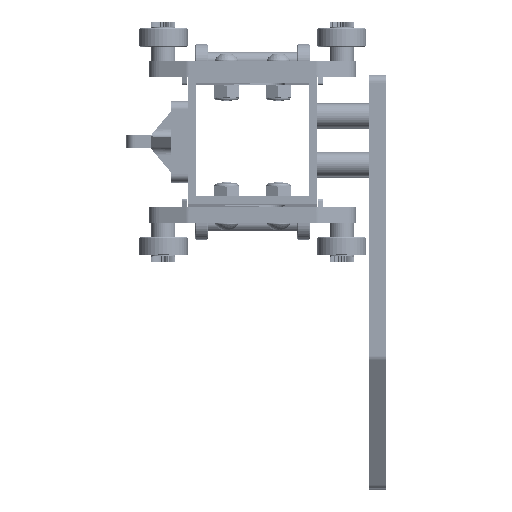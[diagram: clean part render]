
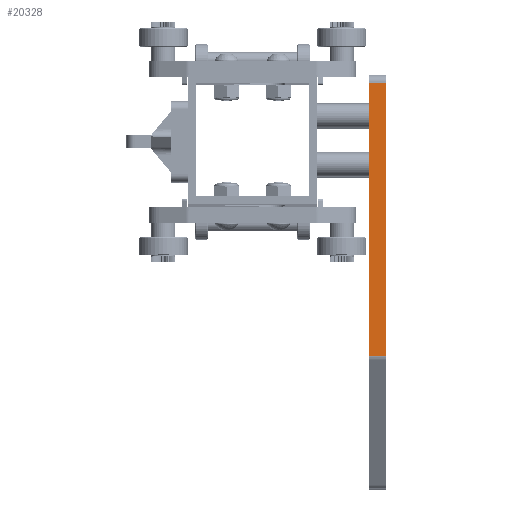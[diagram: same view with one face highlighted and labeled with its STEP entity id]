
A CAD part, top view. The second image highlights one B-rep face of the part: STEP entity #20328.
In plain terms, the highlighted planar face has unit normal (0, 0, 1).
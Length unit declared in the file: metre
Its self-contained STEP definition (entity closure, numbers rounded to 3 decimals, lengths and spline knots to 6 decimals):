
#347=LINE('',#30495,#2076);
#391=LINE('',#30768,#2120);
#442=LINE('',#30863,#2171);
#443=LINE('',#30864,#2172);
#2076=VECTOR('',#24279,1.);
#2120=VECTOR('',#24509,1.);
#2171=VECTOR('',#24622,1.);
#2172=VECTOR('',#24623,1.);
#4327=PLANE('',#21922);
#5455=ORIENTED_EDGE('',*,*,#10825,.T.);
#5456=ORIENTED_EDGE('',*,*,#11019,.T.);
#5457=ORIENTED_EDGE('',*,*,#10961,.F.);
#5458=ORIENTED_EDGE('',*,*,#11020,.T.);
#10825=EDGE_CURVE('',#13660,#13659,#347,.T.);
#10961=EDGE_CURVE('',#13795,#13796,#391,.T.);
#11019=EDGE_CURVE('',#13659,#13796,#442,.T.);
#11020=EDGE_CURVE('',#13795,#13660,#443,.F.);
#13659=VERTEX_POINT('',#30494);
#13660=VERTEX_POINT('',#30496);
#13795=VERTEX_POINT('',#30767);
#13796=VERTEX_POINT('',#30769);
#16730=EDGE_LOOP('',(#5455,#5456,#5457,#5458));
#18352=FACE_BOUND('',#16730,.T.);
#20328=ADVANCED_FACE('',(#18352),#4327,.T.);
#21922=AXIS2_PLACEMENT_3D('',#30862,#24620,#24621);
#24279=DIRECTION('',(1.,0.,0.));
#24509=DIRECTION('',(1.,0.,0.));
#24620=DIRECTION('',(0.,0.,1.));
#24621=DIRECTION('',(1.,0.,0.));
#24622=DIRECTION('',(0.,1.,0.));
#24623=DIRECTION('',(0.,1.,0.));
#30494=CARTESIAN_POINT('',(0.11008,-0.00635,0.));
#30495=CARTESIAN_POINT('',(0.055466,-0.00635,0.));
#30496=CARTESIAN_POINT('',(0.003175,-0.00635,0.));
#30767=CARTESIAN_POINT('',(0.003175,0.,0.));
#30768=CARTESIAN_POINT('',(0.055466,0.,0.));
#30769=CARTESIAN_POINT('',(0.11008,0.,0.));
#30862=CARTESIAN_POINT('',(0.055466,-0.00635,0.));
#30863=CARTESIAN_POINT('',(0.11008,0.,0.));
#30864=CARTESIAN_POINT('',(0.003175,-0.00635,0.));
